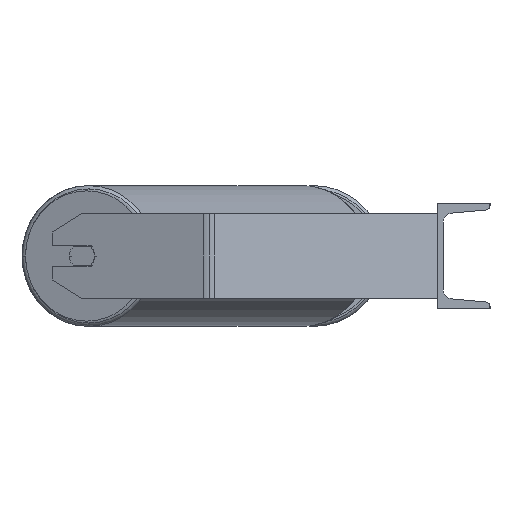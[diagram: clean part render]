
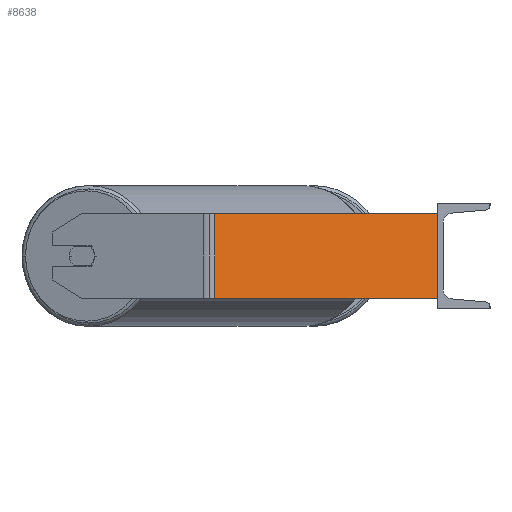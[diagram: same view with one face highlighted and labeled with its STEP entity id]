
A CAD part, left-side view. The second image highlights one B-rep face of the part: STEP entity #8638.
In plain terms, the highlighted planar face has unit normal (-0.94, -0.342, 0).
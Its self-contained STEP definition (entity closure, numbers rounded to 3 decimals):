
#539 = CARTESIAN_POINT ( 'NONE',  ( -885., 0., -40. ) ) ;
#1061 = VECTOR ( 'NONE', #6088, 1000. ) ;
#1202 = VERTEX_POINT ( 'NONE', #539 ) ;
#1275 = AXIS2_PLACEMENT_3D ( 'NONE', #3548, #7049, #2140 ) ;
#1405 = CARTESIAN_POINT ( 'NONE',  ( -885., 0., 40. ) ) ;
#1731 = ORIENTED_EDGE ( 'NONE', *, *, #6207, .F. ) ;
#1760 = VERTEX_POINT ( 'NONE', #6483 ) ;
#2091 = LINE ( 'NONE', #1405, #3186 ) ;
#2140 = DIRECTION ( 'NONE',  ( -0.342, 0.94, 0. ) ) ;
#2293 = ORIENTED_EDGE ( 'NONE', *, *, #6375, .T. ) ;
#2437 = CARTESIAN_POINT ( 'NONE',  ( -961.343, 209.749, -40. ) ) ;
#2491 = CARTESIAN_POINT ( 'NONE',  ( -963.334, 215.222, 40. ) ) ;
#2511 = EDGE_LOOP ( 'NONE', ( #7994, #3542, #1731, #2293 ) ) ;
#2617 = DIRECTION ( 'NONE',  ( 0.342, -0.94, 0. ) ) ;
#2623 = EDGE_CURVE ( 'NONE', #6217, #1202, #2091, .T. ) ;
#2682 = DIRECTION ( 'NONE',  ( 0., 0., -1. ) ) ;
#3186 = VECTOR ( 'NONE', #4215, 1000. ) ;
#3411 = PLANE ( 'NONE',  #1275 ) ;
#3542 = ORIENTED_EDGE ( 'NONE', *, *, #2623, .F. ) ;
#3548 = CARTESIAN_POINT ( 'NONE',  ( -963.334, 215.222, 40. ) ) ;
#4024 = CARTESIAN_POINT ( 'NONE',  ( -961.343, 209.749, 40. ) ) ;
#4058 = LINE ( 'NONE', #2491, #1061 ) ;
#4147 = VERTEX_POINT ( 'NONE', #2437 ) ;
#4215 = DIRECTION ( 'NONE',  ( 0., 0., -1. ) ) ;
#4955 = EDGE_CURVE ( 'NONE', #4147, #1202, #5993, .T. ) ;
#4956 = VECTOR ( 'NONE', #2617, 1000. ) ;
#5510 = FACE_OUTER_BOUND ( 'NONE', #2511, .T. ) ;
#5993 = LINE ( 'NONE', #8081, #4956 ) ;
#6088 = DIRECTION ( 'NONE',  ( 0.342, -0.94, 0. ) ) ;
#6207 = EDGE_CURVE ( 'NONE', #1760, #6217, #4058, .T. ) ;
#6217 = VERTEX_POINT ( 'NONE', #8178 ) ;
#6246 = VECTOR ( 'NONE', #2682, 1000. ) ;
#6375 = EDGE_CURVE ( 'NONE', #1760, #4147, #8425, .T. ) ;
#6483 = CARTESIAN_POINT ( 'NONE',  ( -961.343, 209.749, 40. ) ) ;
#7049 = DIRECTION ( 'NONE',  ( 0.94, 0.342, 0. ) ) ;
#7994 = ORIENTED_EDGE ( 'NONE', *, *, #4955, .T. ) ;
#8081 = CARTESIAN_POINT ( 'NONE',  ( -963.334, 215.222, -40. ) ) ;
#8178 = CARTESIAN_POINT ( 'NONE',  ( -885., 0., 40. ) ) ;
#8425 = LINE ( 'NONE', #4024, #6246 ) ;
#8638 = ADVANCED_FACE ( 'NONE', ( #5510 ), #3411, .F. ) ;
